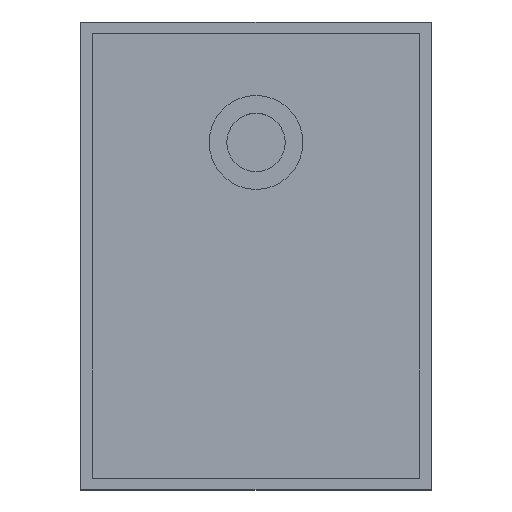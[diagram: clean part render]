
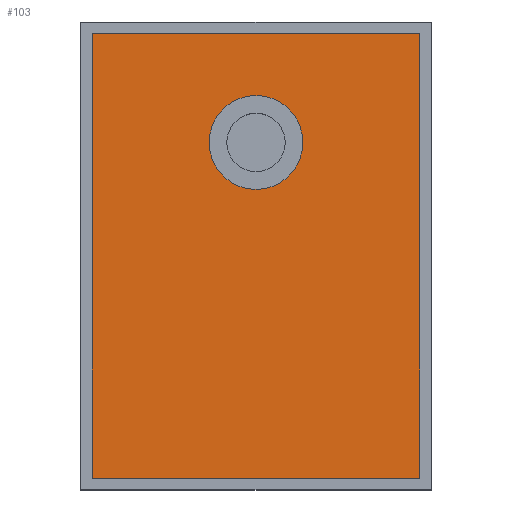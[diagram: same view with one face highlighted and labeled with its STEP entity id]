
A CAD part, top view. The second image highlights one B-rep face of the part: STEP entity #103.
In plain terms, the highlighted planar face has unit normal (0, 0, 1).
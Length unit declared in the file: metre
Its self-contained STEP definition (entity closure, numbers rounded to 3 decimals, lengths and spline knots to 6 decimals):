
#103=ADVANCED_FACE('0:2091',(#230,#231),#232,.T.);
#230=FACE_OUTER_BOUND('',#389,.T.);
#231=FACE_BOUND('',#390,.T.);
#232=PLANE('',#391);
#389=EDGE_LOOP('',(#582,#583,#584,#585));
#390=EDGE_LOOP('',(#586,#587));
#391=AXIS2_PLACEMENT_3D('',#588,#589,#590);
#582=ORIENTED_EDGE('',*,*,#886,.T.);
#583=ORIENTED_EDGE('',*,*,#887,.T.);
#584=ORIENTED_EDGE('',*,*,#888,.T.);
#585=ORIENTED_EDGE('',*,*,#889,.T.);
#586=ORIENTED_EDGE('',*,*,#890,.F.);
#587=ORIENTED_EDGE('',*,*,#866,.F.);
#588=CARTESIAN_POINT('',(0.0,0.0,0.00101));
#589=DIRECTION('',(0.0,0.0,1.0));
#590=DIRECTION('',(1.0,0.0,0.0));
#866=EDGE_CURVE('',#1013,#1009,#1015,.F.);
#886=EDGE_CURVE('0:2357',#1045,#1046,#1047,.T.);
#887=EDGE_CURVE('0:2367',#1046,#1048,#1049,.T.);
#888=EDGE_CURVE('0:2377',#1048,#1050,#1051,.T.);
#889=EDGE_CURVE('0:2387',#1050,#1045,#1052,.T.);
#890=EDGE_CURVE('0:2400',#1009,#1013,#1053,.F.);
#1009=VERTEX_POINT('',#1218);
#1013=VERTEX_POINT('',#1223);
#1015=CIRCLE('',#1226,0.000401);
#1045=VERTEX_POINT('',#1265);
#1046=VERTEX_POINT('',#1266);
#1047=LINE('',#1267,#1268);
#1048=VERTEX_POINT('',#1269);
#1049=LINE('',#1270,#1271);
#1050=VERTEX_POINT('',#1272);
#1051=LINE('',#1273,#1274);
#1052=LINE('',#1275,#1276);
#1053=CIRCLE('',#1277,0.000401);
#1218=CARTESIAN_POINT('',(0.001901,0.00297,0.00101));
#1223=CARTESIAN_POINT('',(0.001099,0.00297,0.00101));
#1226=AXIS2_PLACEMENT_3D('',#1469,#1470,#1471);
#1265=CARTESIAN_POINT('',(0.0001,0.0039,0.00101));
#1266=CARTESIAN_POINT('',(0.0001,0.0001,0.00101));
#1267=CARTESIAN_POINT('',(0.0001,0.001,0.00101));
#1268=VECTOR('',#1496,1.0);
#1269=CARTESIAN_POINT('',(0.0029,0.0001,0.00101));
#1270=CARTESIAN_POINT('',(0.00075,0.0001,0.00101));
#1271=VECTOR('',#1497,1.0);
#1272=CARTESIAN_POINT('',(0.0029,0.0039,0.00101));
#1273=CARTESIAN_POINT('',(0.0029,0.001,0.00101));
#1274=VECTOR('',#1498,1.0);
#1275=CARTESIAN_POINT('',(0.00075,0.0039,0.00101));
#1276=VECTOR('',#1499,1.0);
#1277=AXIS2_PLACEMENT_3D('',#1500,#1501,#1502);
#1469=CARTESIAN_POINT('',(0.0015,0.00297,0.00101));
#1470=DIRECTION('',(0.0,0.0,-1.0));
#1471=DIRECTION('',(1.0,0.0,0.0));
#1496=DIRECTION('',(0.0,-1.0,0.0));
#1497=DIRECTION('',(1.0,0.0,-0.0));
#1498=DIRECTION('',(0.0,1.0,0.0));
#1499=DIRECTION('',(-1.0,0.0,0.0));
#1500=CARTESIAN_POINT('',(0.0015,0.00297,0.00101));
#1501=DIRECTION('',(0.0,0.0,-1.0));
#1502=DIRECTION('',(1.0,0.0,0.0));
